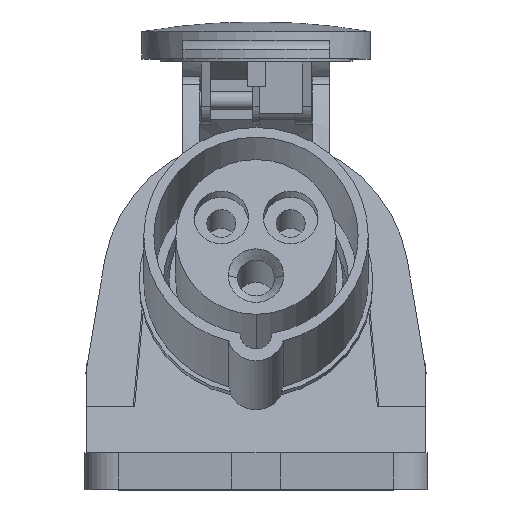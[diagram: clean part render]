
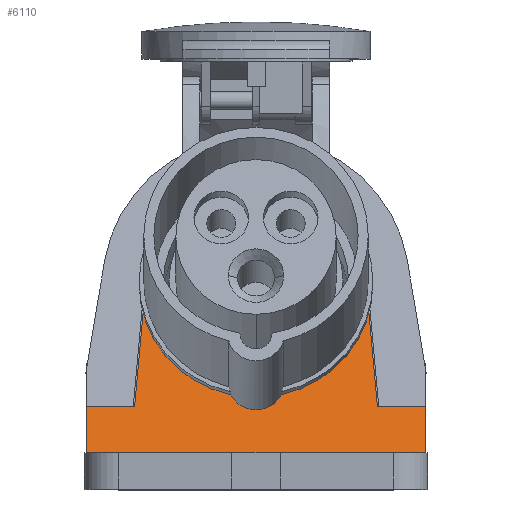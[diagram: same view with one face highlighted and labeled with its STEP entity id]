
A CAD part, top view. The second image highlights one B-rep face of the part: STEP entity #6110.
In plain terms, the highlighted planar face has unit normal (0, 0.259, 0.966).
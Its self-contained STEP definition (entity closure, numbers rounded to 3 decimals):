
#3714=DIRECTION('',(-1.,0.,0.));
#3715=VECTOR('',#3714,9.43);
#3716=CARTESIAN_POINT('',(-27.57,18.,34.38));
#3717=LINE('',#3716,#3715);
#3824=DIRECTION('',(-1.,0.,0.));
#3825=VECTOR('',#3824,9.43);
#3826=CARTESIAN_POINT('',(37.,18.,34.38));
#3827=LINE('',#3826,#3825);
#3868=DIRECTION('',(1.,0.,0.));
#3869=VECTOR('',#3868,74.);
#3870=CARTESIAN_POINT('',(-37.,8.,37.059));
#3871=LINE('',#3870,#3869);
#4074=DIRECTION('',(0.,-0.966,0.259));
#4075=VECTOR('',#4074,10.353);
#4076=CARTESIAN_POINT('',(-37.,18.,34.38));
#4077=LINE('',#4076,#4075);
#4086=DIRECTION('',(1.,0.,0.));
#4087=VECTOR('',#4086,1.06);
#4088=CARTESIAN_POINT('',(26.51,18.,34.38));
#4089=LINE('',#4088,#4087);
#4090=DIRECTION('',(1.,0.,0.));
#4091=VECTOR('',#4090,1.06);
#4092=CARTESIAN_POINT('',(-27.57,18.,34.38));
#4093=LINE('',#4092,#4091);
#4094=DIRECTION('',(0.087,0.962,-0.258));
#4095=VECTOR('',#4094,27.753);
#4096=CARTESIAN_POINT('',(-26.51,18.,34.38));
#4097=LINE('',#4096,#4095);
#4098=CARTESIAN_POINT('',(0.,44.705,27.224));
#4099=DIRECTION('',(0.,0.259,0.966));
#4100=DIRECTION('',(-1.,0.,0.));
#4101=AXIS2_PLACEMENT_3D('',#4098,#4099,#4100);
#4103=CARTESIAN_POINT('',(0.,44.705,27.224));
#4104=DIRECTION('',(0.,0.259,0.966));
#4105=DIRECTION('',(-0.773,-0.613,0.164));
#4106=AXIS2_PLACEMENT_3D('',#4103,#4104,#4105);
#4108=CARTESIAN_POINT('',(0.,44.705,27.224));
#4109=DIRECTION('',(0.,0.259,0.966));
#4110=DIRECTION('',(-0.672,-0.716,0.192));
#4111=AXIS2_PLACEMENT_3D('',#4108,#4109,#4110);
#4113=CARTESIAN_POINT('',(0.,44.705,27.224));
#4114=DIRECTION('',(0.,0.259,0.966));
#4115=DIRECTION('',(0.947,-0.311,0.083));
#4116=AXIS2_PLACEMENT_3D('',#4113,#4114,#4115);
#4118=DIRECTION('',(0.087,-0.962,0.258));
#4119=VECTOR('',#4118,27.753);
#4120=CARTESIAN_POINT('',(24.091,44.705,27.224));
#4121=LINE('',#4120,#4119);
#4134=DIRECTION('',(-1.,0.,0.));
#4135=VECTOR('',#4134,0.791);
#4136=CARTESIAN_POINT('',(24.091,44.705,27.224));
#4137=LINE('',#4136,#4135);
#4180=DIRECTION('',(0.,0.966,-0.259));
#4181=VECTOR('',#4180,2.855);
#4182=CARTESIAN_POINT('',(-18.,30.414,31.053));
#4183=LINE('',#4182,#4181);
#4204=DIRECTION('',(-1.,0.,0.));
#4205=VECTOR('',#4204,2.491);
#4206=CARTESIAN_POINT('',(-21.6,44.705,27.224));
#4207=LINE('',#4206,#4205);
#4328=DIRECTION('',(-1.,0.,0.));
#4329=VECTOR('',#4328,1.804);
#4330=CARTESIAN_POINT('',(22.06,37.461,29.165));
#4331=LINE('',#4330,#4329);
#4340=DIRECTION('',(-1.,0.,0.));
#4341=VECTOR('',#4340,2.427);
#4342=CARTESIAN_POINT('',(-14.511,29.25,31.365));
#4343=LINE('',#4342,#4341);
#4362=DIRECTION('',(0.,0.966,-0.259));
#4363=VECTOR('',#4362,10.353);
#4364=CARTESIAN_POINT('',(37.,8.,37.059));
#4365=LINE('',#4364,#4363);
#5180=CARTESIAN_POINT('',(-27.57,18.,34.38));
#5181=VERTEX_POINT('',#5180);
#5182=CARTESIAN_POINT('',(-37.,18.,34.38));
#5183=VERTEX_POINT('',#5182);
#5230=CARTESIAN_POINT('',(37.,18.,34.38));
#5231=VERTEX_POINT('',#5230);
#5232=CARTESIAN_POINT('',(27.57,18.,34.38));
#5233=VERTEX_POINT('',#5232);
#5253=CARTESIAN_POINT('',(-37.,8.,37.059));
#5255=VERTEX_POINT('',#5253);
#5256=CARTESIAN_POINT('',(37.,8.,37.059));
#5257=VERTEX_POINT('',#5256);
#5334=CARTESIAN_POINT('',(26.51,18.,34.38));
#5335=VERTEX_POINT('',#5334);
#5336=CARTESIAN_POINT('',(-26.51,18.,34.38));
#5337=VERTEX_POINT('',#5336);
#5338=CARTESIAN_POINT('',(-24.091,44.705,27.224));
#5339=VERTEX_POINT('',#5338);
#5340=CARTESIAN_POINT('',(-21.6,44.705,27.224));
#5341=VERTEX_POINT('',#5340);
#5342=CARTESIAN_POINT('',(-18.,33.172,30.314));
#5343=VERTEX_POINT('',#5342);
#5344=CARTESIAN_POINT('',(-18.,30.414,31.053));
#5345=VERTEX_POINT('',#5344);
#5346=CARTESIAN_POINT('',(-16.938,29.25,31.365));
#5347=VERTEX_POINT('',#5346);
#5348=CARTESIAN_POINT('',(-14.511,29.25,31.365));
#5349=VERTEX_POINT('',#5348);
#5350=CARTESIAN_POINT('',(20.256,37.461,29.165));
#5351=VERTEX_POINT('',#5350);
#5352=CARTESIAN_POINT('',(22.06,37.461,29.165));
#5353=VERTEX_POINT('',#5352);
#5354=CARTESIAN_POINT('',(23.3,44.705,27.224));
#5355=VERTEX_POINT('',#5354);
#5356=CARTESIAN_POINT('',(24.091,44.705,27.224));
#5357=VERTEX_POINT('',#5356);
#6071=CARTESIAN_POINT('',(0.,9.801,36.577));
#6072=DIRECTION('',(0.,0.259,0.966));
#6073=DIRECTION('',(-1.,0.,0.));
#6074=AXIS2_PLACEMENT_3D('',#6071,#6072,#6073);
#6075=PLANE('',#6074);
#6077=ORIENTED_EDGE('',*,*,#6076,.T.);
#6078=ORIENTED_EDGE('',*,*,#5896,.F.);
#6080=ORIENTED_EDGE('',*,*,#6079,.F.);
#6081=ORIENTED_EDGE('',*,*,#5957,.F.);
#6082=ORIENTED_EDGE('',*,*,#6062,.F.);
#6083=ORIENTED_EDGE('',*,*,#5790,.F.);
#6085=ORIENTED_EDGE('',*,*,#6084,.T.);
#6087=ORIENTED_EDGE('',*,*,#6086,.T.);
#6089=ORIENTED_EDGE('',*,*,#6088,.F.);
#6091=ORIENTED_EDGE('',*,*,#6090,.T.);
#6093=ORIENTED_EDGE('',*,*,#6092,.F.);
#6095=ORIENTED_EDGE('',*,*,#6094,.T.);
#6097=ORIENTED_EDGE('',*,*,#6096,.F.);
#6099=ORIENTED_EDGE('',*,*,#6098,.T.);
#6101=ORIENTED_EDGE('',*,*,#6100,.F.);
#6103=ORIENTED_EDGE('',*,*,#6102,.T.);
#6105=ORIENTED_EDGE('',*,*,#6104,.F.);
#6107=ORIENTED_EDGE('',*,*,#6106,.T.);
#6108=EDGE_LOOP('',(#6077,#6078,#6080,#6081,#6082,#6083,#6085,#6087,#6089,#6091,
#6093,#6095,#6097,#6099,#6101,#6103,#6105,#6107));
#6109=FACE_OUTER_BOUND('',#6108,.F.);
#6110=ADVANCED_FACE('',(#6109),#6075,.T.);
#4102=CIRCLE('',#4101,21.6);
#4107=CIRCLE('',#4106,23.3);
#4112=CIRCLE('',#4111,21.6);
#4117=CIRCLE('',#4116,23.3);
#5790=EDGE_CURVE('',#5181,#5183,#3717,.T.);
#5896=EDGE_CURVE('',#5231,#5233,#3827,.T.);
#5957=EDGE_CURVE('',#5255,#5257,#3871,.T.);
#6062=EDGE_CURVE('',#5183,#5255,#4077,.T.);
#6076=EDGE_CURVE('',#5335,#5233,#4089,.T.);
#6079=EDGE_CURVE('',#5257,#5231,#4365,.T.);
#6084=EDGE_CURVE('',#5181,#5337,#4093,.T.);
#6086=EDGE_CURVE('',#5337,#5339,#4097,.T.);
#6088=EDGE_CURVE('',#5341,#5339,#4207,.T.);
#6090=EDGE_CURVE('',#5341,#5343,#4102,.T.);
#6092=EDGE_CURVE('',#5345,#5343,#4183,.T.);
#6094=EDGE_CURVE('',#5345,#5347,#4107,.T.);
#6096=EDGE_CURVE('',#5349,#5347,#4343,.T.);
#6098=EDGE_CURVE('',#5349,#5351,#4112,.T.);
#6100=EDGE_CURVE('',#5353,#5351,#4331,.T.);
#6102=EDGE_CURVE('',#5353,#5355,#4117,.T.);
#6104=EDGE_CURVE('',#5357,#5355,#4137,.T.);
#6106=EDGE_CURVE('',#5357,#5335,#4121,.T.);
